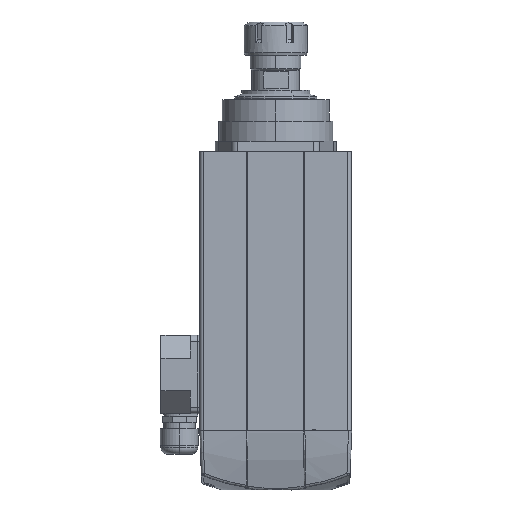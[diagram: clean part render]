
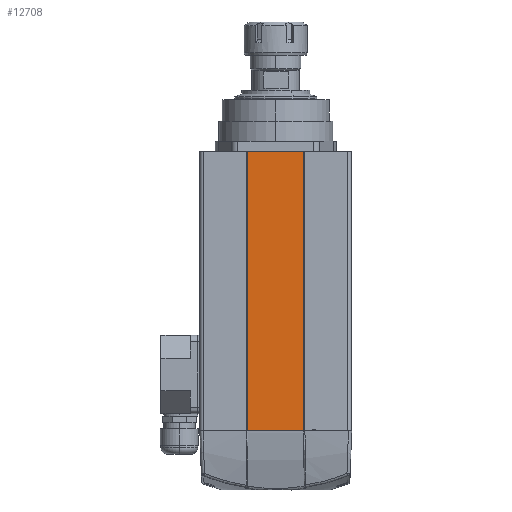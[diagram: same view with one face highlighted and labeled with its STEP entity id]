
A CAD part, left-side view. The second image highlights one B-rep face of the part: STEP entity #12708.
In plain terms, the highlighted planar face has unit normal (-1, 0, 0).
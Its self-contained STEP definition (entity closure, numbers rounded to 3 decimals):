
#1519 = EDGE_LOOP ( 'NONE', ( #26248, #11843, #11193, #7525 ) ) ;
#1758 = VERTEX_POINT ( 'NONE', #25623 ) ;
#1927 = VECTOR ( 'NONE', #15948, 1000. ) ;
#2423 = DIRECTION ( 'NONE',  ( 0., 0., -1. ) ) ;
#3111 = PLANE ( 'NONE',  #4929 ) ;
#4780 = LINE ( 'NONE', #22787, #18603 ) ;
#4929 = AXIS2_PLACEMENT_3D ( 'NONE', #13116, #7012, #21663 ) ;
#7012 = DIRECTION ( 'NONE',  ( 1., 0., 0. ) ) ;
#7525 = ORIENTED_EDGE ( 'NONE', *, *, #14617, .T. ) ;
#9046 = VERTEX_POINT ( 'NONE', #13586 ) ;
#9669 = VECTOR ( 'NONE', #2423, 1000. ) ;
#10650 = CARTESIAN_POINT ( 'NONE',  ( -11419.438, -7598.289, 221. ) ) ;
#11193 = ORIENTED_EDGE ( 'NONE', *, *, #22859, .F. ) ;
#11637 = LINE ( 'NONE', #23549, #1927 ) ;
#11843 = ORIENTED_EDGE ( 'NONE', *, *, #15688, .F. ) ;
#12708 = ADVANCED_FACE ( 'NONE', ( #23726 ), #3111, .F. ) ;
#13116 = CARTESIAN_POINT ( 'NONE',  ( -11419.438, 0., 221. ) ) ;
#13439 = VECTOR ( 'NONE', #24702, 1000. ) ;
#13451 = VERTEX_POINT ( 'NONE', #13869 ) ;
#13586 = CARTESIAN_POINT ( 'NONE',  ( -11419.438, -7598.289, 0. ) ) ;
#13869 = CARTESIAN_POINT ( 'NONE',  ( -11419.438, -7642.289, 0. ) ) ;
#14524 = DIRECTION ( 'NONE',  ( 0., -1., 0. ) ) ;
#14617 = EDGE_CURVE ( 'NONE', #1758, #9046, #22208, .T. ) ;
#15688 = EDGE_CURVE ( 'NONE', #25855, #13451, #26340, .T. ) ;
#15948 = DIRECTION ( 'NONE',  ( 0., -1., 0. ) ) ;
#18603 = VECTOR ( 'NONE', #14524, 1000. ) ;
#21663 = DIRECTION ( 'NONE',  ( 0., 0., -1. ) ) ;
#21697 = EDGE_CURVE ( 'NONE', #9046, #13451, #11637, .T. ) ;
#22208 = LINE ( 'NONE', #10650, #9669 ) ;
#22713 = CARTESIAN_POINT ( 'NONE',  ( -11419.438, -7642.289, 221. ) ) ;
#22787 = CARTESIAN_POINT ( 'NONE',  ( -11419.438, 0., 221. ) ) ;
#22859 = EDGE_CURVE ( 'NONE', #1758, #25855, #4780, .T. ) ;
#23549 = CARTESIAN_POINT ( 'NONE',  ( -11419.438, 0., 0. ) ) ;
#23726 = FACE_OUTER_BOUND ( 'NONE', #1519, .T. ) ;
#24190 = CARTESIAN_POINT ( 'NONE',  ( -11419.438, -7642.289, 221. ) ) ;
#24702 = DIRECTION ( 'NONE',  ( 0., 0., -1. ) ) ;
#25623 = CARTESIAN_POINT ( 'NONE',  ( -11419.438, -7598.289, 221. ) ) ;
#25855 = VERTEX_POINT ( 'NONE', #24190 ) ;
#26248 = ORIENTED_EDGE ( 'NONE', *, *, #21697, .T. ) ;
#26340 = LINE ( 'NONE', #22713, #13439 ) ;
